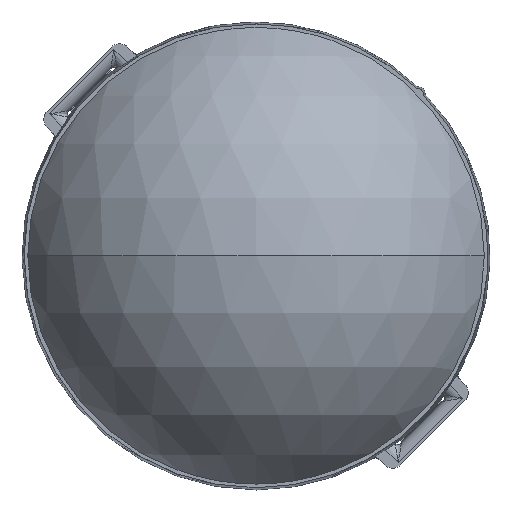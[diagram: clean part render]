
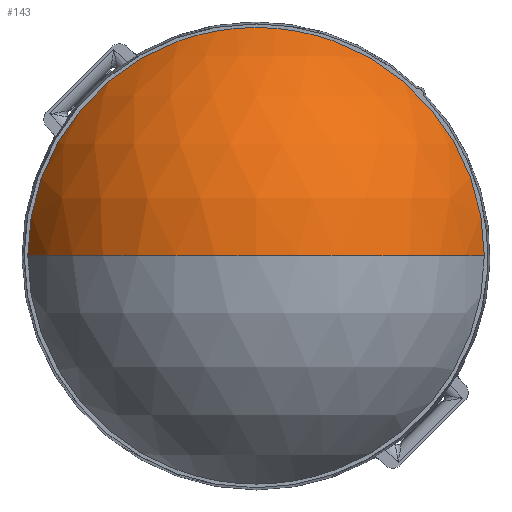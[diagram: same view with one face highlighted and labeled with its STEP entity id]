
A CAD part, top view. The second image highlights one B-rep face of the part: STEP entity #143.
In plain terms, the highlighted spherical face has radius 10.95 mm.
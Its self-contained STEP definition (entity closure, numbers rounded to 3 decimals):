
#143 = ADVANCED_FACE ( 'NONE', ( #3292 ), #3283, .T. ) ;
#336 = DIRECTION ( 'NONE',  ( 0., 0., 1. ) ) ;
#337 = DIRECTION ( 'NONE',  ( 0., 1., 0. ) ) ;
#360 = CARTESIAN_POINT ( 'NONE',  ( 0., 0., 0. ) ) ;
#365 = DIRECTION ( 'NONE',  ( 0., 0., -1. ) ) ;
#366 = DIRECTION ( 'NONE',  ( 0., -1., 0. ) ) ;
#367 = CARTESIAN_POINT ( 'NONE',  ( 0., 0., 0. ) ) ;
#526 = ORIENTED_EDGE ( 'NONE', *, *, #2568, .T. ) ;
#542 = ORIENTED_EDGE ( 'NONE', *, *, #3585, .F. ) ;
#1329 = ORIENTED_EDGE ( 'NONE', *, *, #3586, .T. ) ;
#1509 = DIRECTION ( 'NONE',  ( -1., 0., 0. ) ) ;
#1544 = CARTESIAN_POINT ( 'NONE',  ( 0., 0., 0. ) ) ;
#1553 = DIRECTION ( 'NONE',  ( 0., -1., 0. ) ) ;
#1635 = VERTEX_POINT ( 'NONE', #3042 ) ;
#1641 = VERTEX_POINT ( 'NONE', #3034 ) ;
#1676 = VERTEX_POINT ( 'NONE', #3097 ) ;
#2114 = CIRCLE ( 'NONE', #4201, 10.049 ) ;
#2451 = AXIS2_PLACEMENT_3D ( 'NONE', #1544, #1553, #1509 ) ;
#2568 = EDGE_CURVE ( 'NONE', #1641, #1635, #2114, .T. ) ;
#2849 = CIRCLE ( 'NONE', #4166, 10.95 ) ;
#2870 = CIRCLE ( 'NONE', #4171, 10.95 ) ;
#3034 = CARTESIAN_POINT ( 'NONE',  ( 10.049, 0., 4.35 ) ) ;
#3042 = CARTESIAN_POINT ( 'NONE',  ( -10.049, 0., 4.35 ) ) ;
#3097 = CARTESIAN_POINT ( 'NONE',  ( 0., 0., 10.95 ) ) ;
#3148 = EDGE_LOOP ( 'NONE', ( #542, #526, #1329 ) ) ;
#3283 = SPHERICAL_SURFACE ( 'NONE', #2451, 10.95 ) ;
#3292 = FACE_OUTER_BOUND ( 'NONE', #3148, .T. ) ;
#3585 = EDGE_CURVE ( 'NONE', #1641, #1676, #2849, .T. ) ;
#3586 = EDGE_CURVE ( 'NONE', #1635, #1676, #2870, .T. ) ;
#3791 = DIRECTION ( 'NONE',  ( 0., -1., 0. ) ) ;
#3792 = DIRECTION ( 'NONE',  ( 0., 0., 1. ) ) ;
#3793 = CARTESIAN_POINT ( 'NONE',  ( 0., 0., 4.35 ) ) ;
#4166 = AXIS2_PLACEMENT_3D ( 'NONE', #367, #366, #365 ) ;
#4171 = AXIS2_PLACEMENT_3D ( 'NONE', #360, #337, #336 ) ;
#4201 = AXIS2_PLACEMENT_3D ( 'NONE', #3793, #3792, #3791 ) ;
